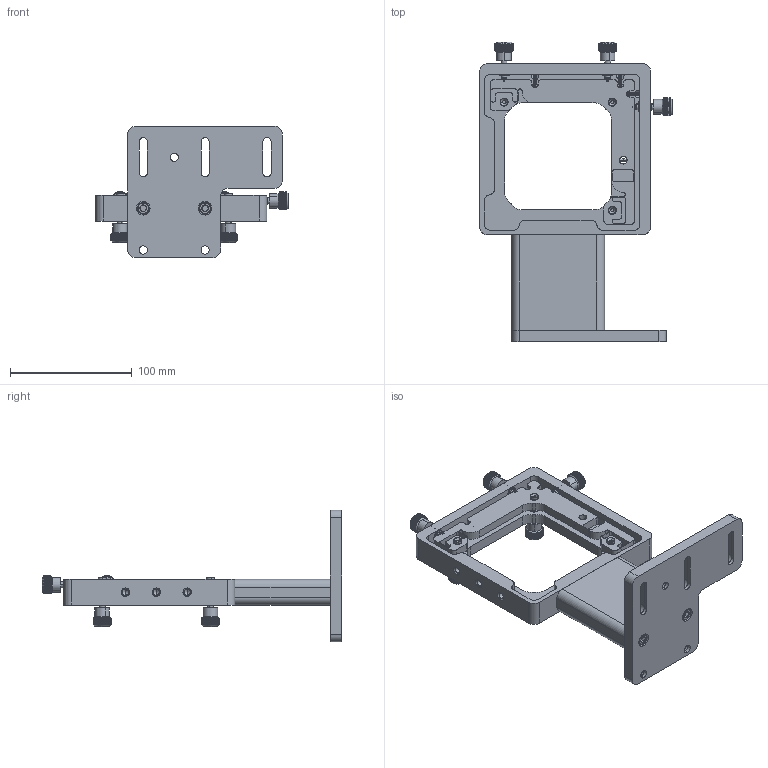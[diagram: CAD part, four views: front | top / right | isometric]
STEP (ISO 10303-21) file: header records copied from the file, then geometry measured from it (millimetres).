
FILE_DESCRIPTION (( 'STEP AP214' ), '1' );
FILE_NAME ('FP3-H600_A.STEP', '2023-03-06T22:53:59', ( '' ), ( '' ), 'SwSTEP 2.0', 'SolidWorks 2020', '' );
FILE_SCHEMA (( 'AUTOMOTIVE_DESIGN' ));
Length unit declared in the file: inch
Products named in the file (28): 30-00198_90145A422; 30-00016_90145A417; 30-00339_.720"; 20-00059; 32-00024^20-00059; 30-00199; 10-00102; 32-00004-Seats^20-00004; 20-00006_20-00006; 32-00004^20-00082; 10-00103; 32-00004-Threaded Bushing^20-00004; 10-00098; 30-00338; FP3-H600_A; 30-00339_.620"; 20-00082; 30-00017_97763A318; 10-00099; 30-00201; 30-00200; 40-00012; 32-00003-Hard Stops^20-00004; 10-00097; 20-00004_20-00004; 30-00254; 10-00100; 30-00255
Assembly tree (65 placements, depth 5):
  FP3-H600_A
    20-00004_20-00004
      10-00097
      10-00098
      10-00103  x3
      20-00082  x3
        10-00099
        30-00200
        32-00004^20-00082
      30-00016_90145A417  x4
      30-00017_97763A318  x2
      30-00339_.720"  x3
      30-00339_.620"
      30-00198_90145A422
      30-00199  x6
      30-00201  x6
      20-00059  x6
        30-00255
        32-00024^20-00059
        40-00012
          30-00254
      32-00004-Threaded Bushing^20-00004  x6
      32-00004-Seats^20-00004  x3
      32-00003-Hard Stops^20-00004  x6
    20-00006_20-00006
      10-00100
      10-00102
      30-00338  x2
Bounding box: 158.23 x 246.15 x 107.95 mm (x, y, z)
Volume: 412092.8 mm3; surface area: 134992.8 mm2
Topology: 76 solids, 84 shells, 2636 faces, 6873 edges, 4396 vertices
Faces by surface type: plane 1515, cylinder 709, cone 302, bspline 42, torus 40, sphere 28
Entity records: 42031 total; most frequent: CARTESIAN_POINT 17139, ORIENTED_EDGE 4818, DIRECTION 4812, EDGE_CURVE 2409, AXIS2_PLACEMENT_3D 1822, VERTEX_POINT 1558, LINE 1168, VECTOR 1168
